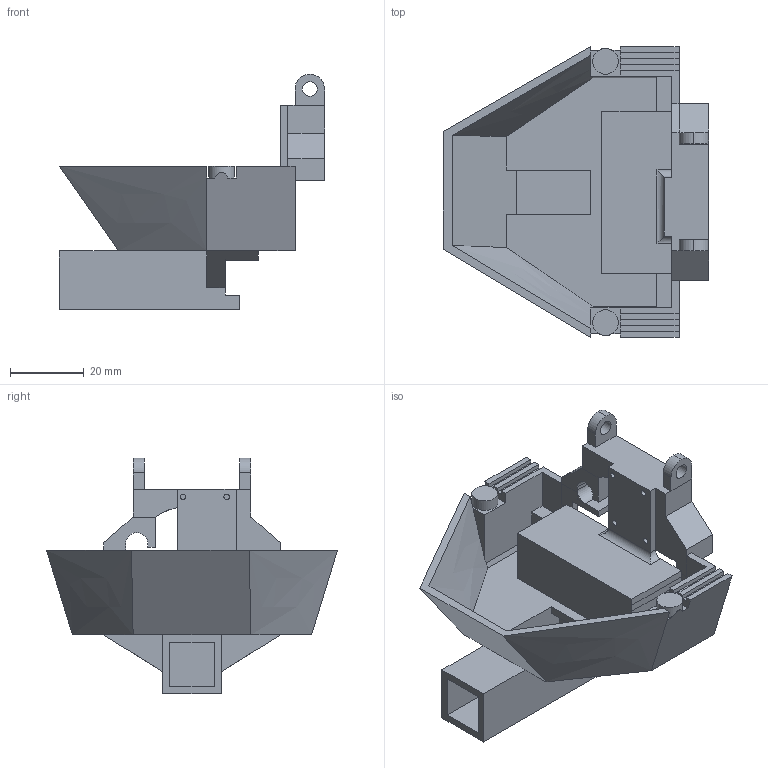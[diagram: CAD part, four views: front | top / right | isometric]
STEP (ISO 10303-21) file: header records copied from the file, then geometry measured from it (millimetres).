
FILE_DESCRIPTION(/* description */ (''),/* implementation_level */ '2;1');
FILE_NAME(/* name */ 'Schale v100.step',/* time_stamp */ '2024-02-12T16:41:18+01:00',/* author */ (''),/* organization */ (''),/* preprocessor_version */ 'ST-DEVELOPER v20',/* originating_system */ 'Autodesk Translation Framework v12.20.1.177',/* authorisation */ '');
FILE_SCHEMA (('AUTOMOTIVE_DESIGN { 1 0 10303 214 3 1 1 }'));
Length unit declared in the file: millimetre
Products named in the file (1): Schale
Bounding box: 72 x 79 x 64 mm (x, y, z)
Volume: 30269.4 mm3; surface area: 25357.6 mm2
Topology: 1 solids, 1 shells, 158 faces, 470 edges, 310 vertices
Faces by surface type: plane 133, cylinder 20, bspline 5
Full cylindrical faces by diameter (mm): 1.5 x4, 3 x2, 4 x2, 7 x2
Entity records: 5487 total; most frequent: CARTESIAN_POINT 1202, ORIENTED_EDGE 940, DIRECTION 799, EDGE_CURVE 470, LINE 403, VECTOR 403, VERTEX_POINT 310, AXIS2_PLACEMENT_3D 198
